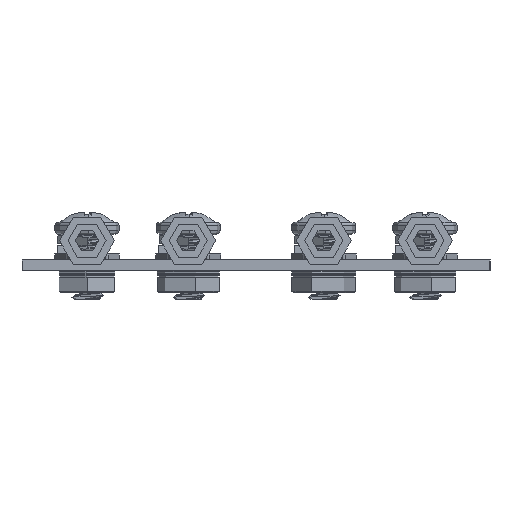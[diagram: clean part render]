
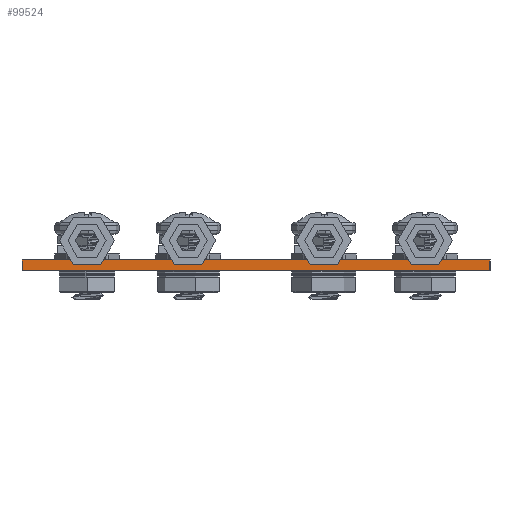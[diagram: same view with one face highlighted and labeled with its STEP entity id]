
A CAD part, front view. The second image highlights one B-rep face of the part: STEP entity #99524.
In plain terms, the highlighted planar face has unit normal (0, -1, 0).
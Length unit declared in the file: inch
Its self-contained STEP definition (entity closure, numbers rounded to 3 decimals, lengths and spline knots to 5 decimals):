
#3913 = CARTESIAN_POINT ( 'NONE',  ( 2.72, 0., 0.031 ) ) ;
#5229 = VERTEX_POINT ( 'NONE', #96522 ) ;
#10593 = ORIENTED_EDGE ( 'NONE', *, *, #35247, .F. ) ;
#13372 = ORIENTED_EDGE ( 'NONE', *, *, #79320, .T. ) ;
#16711 = LINE ( 'NONE', #67592, #83475 ) ;
#18865 = VERTEX_POINT ( 'NONE', #31978 ) ;
#24433 = CARTESIAN_POINT ( 'NONE',  ( 2.72, 0., 0.031 ) ) ;
#25149 = ORIENTED_EDGE ( 'NONE', *, *, #94333, .T. ) ;
#27097 = VECTOR ( 'NONE', #43704, 39.37008 ) ;
#28048 = VECTOR ( 'NONE', #73285, 39.37008 ) ;
#30650 = CARTESIAN_POINT ( 'NONE',  ( 2.72, 0., -0.031 ) ) ;
#31978 = CARTESIAN_POINT ( 'NONE',  ( 0., 0., 0.031 ) ) ;
#35247 = EDGE_CURVE ( 'NONE', #85810, #102401, #49555, .T. ) ;
#39101 = ORIENTED_EDGE ( 'NONE', *, *, #75732, .F. ) ;
#40706 = LINE ( 'NONE', #3913, #27097 ) ;
#42135 = VECTOR ( 'NONE', #55874, 39.37008 ) ;
#43704 = DIRECTION ( 'NONE',  ( 1., 0., 0. ) ) ;
#49555 = LINE ( 'NONE', #24433, #42135 ) ;
#55874 = DIRECTION ( 'NONE',  ( 0., 0., -1. ) ) ;
#57047 = CARTESIAN_POINT ( 'NONE',  ( 2.72, 0., -0.031 ) ) ;
#61843 = DIRECTION ( 'NONE',  ( 0., 1., 0. ) ) ;
#66967 = AXIS2_PLACEMENT_3D ( 'NONE', #71202, #61843, #70166 ) ;
#67592 = CARTESIAN_POINT ( 'NONE',  ( 0., 0., 0.031 ) ) ;
#69877 = EDGE_LOOP ( 'NONE', ( #25149, #10593, #39101, #13372 ) ) ;
#70166 = DIRECTION ( 'NONE',  ( 0., 0., 1. ) ) ;
#71202 = CARTESIAN_POINT ( 'NONE',  ( 2.72, 0., 0.031 ) ) ;
#73285 = DIRECTION ( 'NONE',  ( 1., 0., 0. ) ) ;
#74439 = FACE_OUTER_BOUND ( 'NONE', #69877, .T. ) ;
#75732 = EDGE_CURVE ( 'NONE', #18865, #85810, #40706, .T. ) ;
#79320 = EDGE_CURVE ( 'NONE', #18865, #5229, #16711, .T. ) ;
#83475 = VECTOR ( 'NONE', #83889, 39.37008 ) ;
#83889 = DIRECTION ( 'NONE',  ( 0., 0., -1. ) ) ;
#85810 = VERTEX_POINT ( 'NONE', #98683 ) ;
#86794 = PLANE ( 'NONE',  #66967 ) ;
#93613 = LINE ( 'NONE', #57047, #28048 ) ;
#94333 = EDGE_CURVE ( 'NONE', #5229, #102401, #93613, .T. ) ;
#96522 = CARTESIAN_POINT ( 'NONE',  ( 0., 0., -0.031 ) ) ;
#98683 = CARTESIAN_POINT ( 'NONE',  ( 2.72, 0., 0.031 ) ) ;
#99524 = ADVANCED_FACE ( 'NONE', ( #74439 ), #86794, .F. ) ;
#102401 = VERTEX_POINT ( 'NONE', #30650 ) ;
